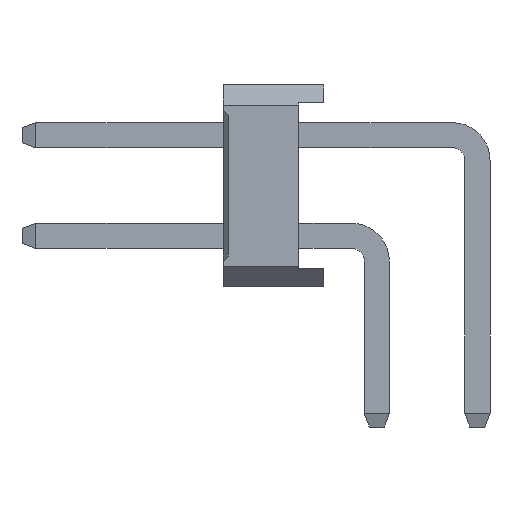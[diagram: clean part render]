
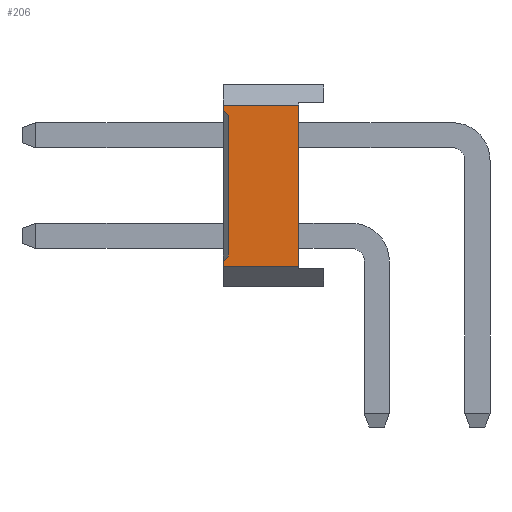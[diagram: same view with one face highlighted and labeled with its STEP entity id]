
A CAD part, left-side view. The second image highlights one B-rep face of the part: STEP entity #206.
In plain terms, the highlighted planar face has unit normal (-1, 0, 0).
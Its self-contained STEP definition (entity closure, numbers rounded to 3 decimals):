
#206=ADVANCED_FACE('',(#2864),#2866,.T.);
#2864=FACE_BOUND('',#2865,.T.);
#2865=EDGE_LOOP('',(#5021,#5022,#5023,#5024,#5025,#5026,#5027,#5028));
#2866=PLANE('',#2867);
#2867=AXIS2_PLACEMENT_3D('',#2868,#2869,#2870);
#2868=CARTESIAN_POINT('',(-1.,1.05,0.4));
#2869=DIRECTION('',(-1.,0.,0.));
#2870=DIRECTION('',(0.,0.,1.));
#5021=ORIENTED_EDGE('',*,*,#6449,.F.);
#5022=ORIENTED_EDGE('',*,*,#6450,.T.);
#5023=ORIENTED_EDGE('',*,*,#6451,.F.);
#5024=ORIENTED_EDGE('',*,*,#6315,.F.);
#5025=ORIENTED_EDGE('',*,*,#6447,.F.);
#5026=ORIENTED_EDGE('',*,*,#6452,.T.);
#5027=ORIENTED_EDGE('',*,*,#6453,.T.);
#5028=ORIENTED_EDGE('',*,*,#6319,.F.);
#6315=EDGE_CURVE('',#7062,#7064,#7065,.T.);
#6319=EDGE_CURVE('',#7070,#7072,#7073,.T.);
#6447=EDGE_CURVE('',#7310,#7062,#7312,.T.);
#6449=EDGE_CURVE('',#7314,#7070,#7315,.F.);
#6450=EDGE_CURVE('',#7314,#7316,#7317,.T.);
#6451=EDGE_CURVE('',#7064,#7316,#7318,.F.);
#6452=EDGE_CURVE('',#7310,#7319,#7320,.T.);
#6453=EDGE_CURVE('',#7319,#7072,#7321,.T.);
#7062=VERTEX_POINT('',#8286);
#7064=VERTEX_POINT('',#8290);
#7065=LINE('',#8291,#8292);
#7070=VERTEX_POINT('',#8302);
#7072=VERTEX_POINT('',#8306);
#7073=LINE('',#8307,#8308);
#7310=VERTEX_POINT('',#8798);
#7312=LINE('',#8802,#8803);
#7314=VERTEX_POINT('',#8808);
#7315=LINE('',#8809,#8810);
#7316=VERTEX_POINT('',#8812);
#7317=LINE('',#8813,#8814);
#7318=LINE('',#8816,#8817);
#7319=VERTEX_POINT('',#8819);
#7320=LINE('',#8820,#8821);
#7321=LINE('',#8823,#8824);
#8286=CARTESIAN_POINT('',(-1.,3.05,0.4));
#8290=CARTESIAN_POINT('',(-1.,3.05,0.5));
#8291=CARTESIAN_POINT('',(-1.,3.05,0.4));
#8292=VECTOR('',#8293,1.);
#8293=DIRECTION('',(0.,0.,1.));
#8302=CARTESIAN_POINT('',(-1.,3.05,3.5));
#8306=CARTESIAN_POINT('',(-1.,3.05,3.6));
#8307=CARTESIAN_POINT('',(-1.,3.05,3.5));
#8308=VECTOR('',#8309,1.);
#8309=DIRECTION('',(0.,0.,1.));
#8798=CARTESIAN_POINT('',(-1.,1.55,0.4));
#8802=CARTESIAN_POINT('',(-1.,1.55,0.4));
#8803=VECTOR('',#8804,1.);
#8804=DIRECTION('',(0.,1.,0.));
#8808=CARTESIAN_POINT('',(-1.,2.95,3.4));
#8809=CARTESIAN_POINT('',(-1.,3.05,3.5));
#8810=VECTOR('',#8811,1.);
#8811=DIRECTION('',(0.,-0.707,-0.707));
#8812=CARTESIAN_POINT('',(-1.,2.95,0.6));
#8813=CARTESIAN_POINT('',(-1.,2.95,3.4));
#8814=VECTOR('',#8815,1.);
#8815=DIRECTION('',(0.,0.,-1.));
#8816=CARTESIAN_POINT('',(-1.,2.95,0.6));
#8817=VECTOR('',#8818,1.);
#8818=DIRECTION('',(0.,0.707,-0.707));
#8819=CARTESIAN_POINT('',(-1.,1.55,3.6));
#8820=CARTESIAN_POINT('',(-1.,1.55,0.4));
#8821=VECTOR('',#8822,1.);
#8822=DIRECTION('',(0.,0.,1.));
#8823=CARTESIAN_POINT('',(-1.,1.55,3.6));
#8824=VECTOR('',#8825,1.);
#8825=DIRECTION('',(0.,1.,0.));
